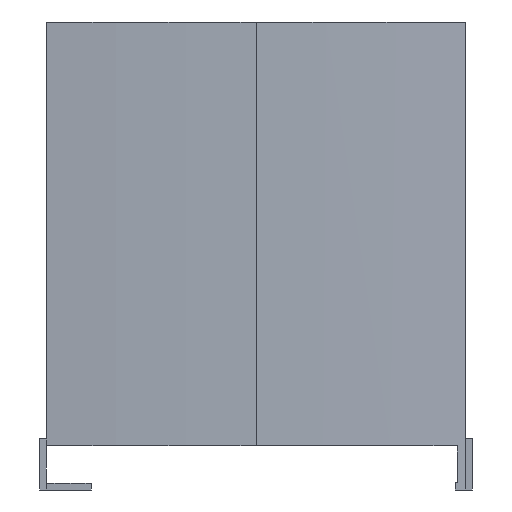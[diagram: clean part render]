
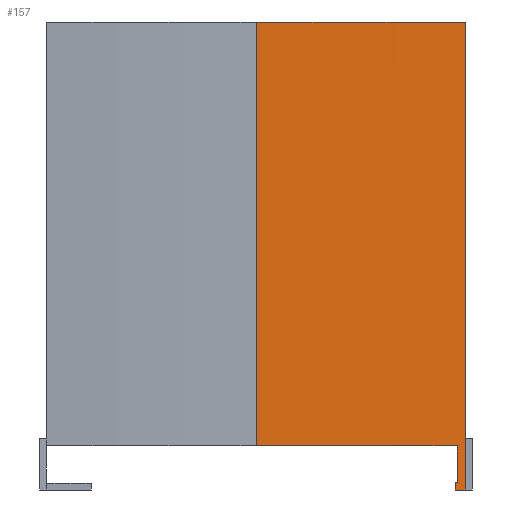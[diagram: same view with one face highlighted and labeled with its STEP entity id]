
A CAD part, left-side view. The second image highlights one B-rep face of the part: STEP entity #157.
In plain terms, the highlighted cylindrical face has radius 672.946 mm (diameter 1345.89 mm), a partial arc.
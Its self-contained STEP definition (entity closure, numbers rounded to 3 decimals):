
#21 = VERTEX_POINT ( 'NONE', #764 ) ;
#33 = VECTOR ( 'NONE', #235, 1000. ) ;
#44 = CIRCLE ( 'NONE', #532, 672.946 ) ;
#51 = LINE ( 'NONE', #106, #33 ) ;
#54 = DIRECTION ( 'NONE',  ( 0., 0., 1. ) ) ;
#61 = CARTESIAN_POINT ( 'NONE',  ( 666.946, 0., 96.4 ) ) ;
#75 = DIRECTION ( 'NONE',  ( 0., 0., 1. ) ) ;
#79 = LINE ( 'NONE', #585, #587 ) ;
#91 = EDGE_CURVE ( 'NONE', #223, #316, #79, .T. ) ;
#94 = ORIENTED_EDGE ( 'NONE', *, *, #803, .T. ) ;
#101 = VECTOR ( 'NONE', #305, 1000. ) ;
#106 = CARTESIAN_POINT ( 'NONE',  ( -4.25, -48.5, 96.4 ) ) ;
#109 = CARTESIAN_POINT ( 'NONE',  ( 666.946, 0., -10.1 ) ) ;
#113 = CARTESIAN_POINT ( 'NONE',  ( -4.25, -48.5, -11.8 ) ) ;
#118 = CARTESIAN_POINT ( 'NONE',  ( -4.426, -46., -10.1 ) ) ;
#124 = CARTESIAN_POINT ( 'NONE',  ( -6., 0., 96.4 ) ) ;
#134 = ORIENTED_EDGE ( 'NONE', *, *, #295, .T. ) ;
#140 = DIRECTION ( 'NONE',  ( 0., 0., -1. ) ) ;
#155 = AXIS2_PLACEMENT_3D ( 'NONE', #472, #167, #293 ) ;
#156 = ORIENTED_EDGE ( 'NONE', *, *, #584, .F. ) ;
#157 = ADVANCED_FACE ( 'NONE', ( #349 ), #774, .T. ) ;
#161 = CARTESIAN_POINT ( 'NONE',  ( -4.392, -46.5, -1.6 ) ) ;
#167 = DIRECTION ( 'NONE',  ( 0., 0., -1. ) ) ;
#169 = AXIS2_PLACEMENT_3D ( 'NONE', #109, #669, #495 ) ;
#175 = DIRECTION ( 'NONE',  ( -1., 0., 0. ) ) ;
#193 = AXIS2_PLACEMENT_3D ( 'NONE', #485, #663, #175 ) ;
#195 = DIRECTION ( 'NONE',  ( 0., 0., 1. ) ) ;
#223 = VERTEX_POINT ( 'NONE', #161 ) ;
#235 = DIRECTION ( 'NONE',  ( 0., 0., -1. ) ) ;
#257 = CIRCLE ( 'NONE', #169, 672.946 ) ;
#258 = CARTESIAN_POINT ( 'NONE',  ( -4.25, -48.5, -11.8 ) ) ;
#293 = DIRECTION ( 'NONE',  ( -1., 0., 0. ) ) ;
#295 = EDGE_CURVE ( 'NONE', #316, #344, #257, .T. ) ;
#305 = DIRECTION ( 'NONE',  ( 0., 0., -1. ) ) ;
#316 = VERTEX_POINT ( 'NONE', #492 ) ;
#321 = EDGE_CURVE ( 'NONE', #416, #223, #379, .T. ) ;
#344 = VERTEX_POINT ( 'NONE', #118 ) ;
#349 = FACE_OUTER_BOUND ( 'NONE', #636, .T. ) ;
#358 = CARTESIAN_POINT ( 'NONE',  ( -6., 0., -1.6 ) ) ;
#359 = VERTEX_POINT ( 'NONE', #628 ) ;
#365 = EDGE_CURVE ( 'NONE', #21, #359, #51, .T. ) ;
#366 = DIRECTION ( 'NONE',  ( 0., -1., 0. ) ) ;
#379 = CIRCLE ( 'NONE', #800, 672.946 ) ;
#395 = LINE ( 'NONE', #258, #429 ) ;
#405 = ORIENTED_EDGE ( 'NONE', *, *, #729, .T. ) ;
#416 = VERTEX_POINT ( 'NONE', #358 ) ;
#424 = EDGE_CURVE ( 'NONE', #544, #416, #433, .T. ) ;
#429 = VECTOR ( 'NONE', #75, 1000. ) ;
#433 = LINE ( 'NONE', #734, #101 ) ;
#444 = ORIENTED_EDGE ( 'NONE', *, *, #91, .T. ) ;
#472 = CARTESIAN_POINT ( 'NONE',  ( 666.946, 0., 96.4 ) ) ;
#485 = CARTESIAN_POINT ( 'NONE',  ( 666.946, 0., -11.8 ) ) ;
#492 = CARTESIAN_POINT ( 'NONE',  ( -4.392, -46.5, -10.1 ) ) ;
#495 = DIRECTION ( 'NONE',  ( -1., 0., 0. ) ) ;
#499 = CARTESIAN_POINT ( 'NONE',  ( 666.946, 0., -1.6 ) ) ;
#521 = VECTOR ( 'NONE', #745, 1000. ) ;
#532 = AXIS2_PLACEMENT_3D ( 'NONE', #61, #195, #689 ) ;
#544 = VERTEX_POINT ( 'NONE', #124 ) ;
#546 = CIRCLE ( 'NONE', #193, 672.946 ) ;
#562 = EDGE_CURVE ( 'NONE', #344, #691, #798, .T. ) ;
#582 = CARTESIAN_POINT ( 'NONE',  ( -4.426, -46., -11.8 ) ) ;
#584 = EDGE_CURVE ( 'NONE', #544, #21, #44, .T. ) ;
#585 = CARTESIAN_POINT ( 'NONE',  ( -4.392, -46.5, 96.4 ) ) ;
#587 = VECTOR ( 'NONE', #140, 1000. ) ;
#628 = CARTESIAN_POINT ( 'NONE',  ( -4.25, -48.5, 0. ) ) ;
#633 = CARTESIAN_POINT ( 'NONE',  ( -4.426, -46., 96.4 ) ) ;
#636 = EDGE_LOOP ( 'NONE', ( #156, #685, #667, #444, #134, #642, #94, #405, #695 ) ) ;
#642 = ORIENTED_EDGE ( 'NONE', *, *, #562, .T. ) ;
#663 = DIRECTION ( 'NONE',  ( 0., 0., 1. ) ) ;
#667 = ORIENTED_EDGE ( 'NONE', *, *, #321, .T. ) ;
#669 = DIRECTION ( 'NONE',  ( 0., 0., -1. ) ) ;
#685 = ORIENTED_EDGE ( 'NONE', *, *, #424, .T. ) ;
#689 = DIRECTION ( 'NONE',  ( 1., 0., 0. ) ) ;
#691 = VERTEX_POINT ( 'NONE', #582 ) ;
#695 = ORIENTED_EDGE ( 'NONE', *, *, #365, .F. ) ;
#729 = EDGE_CURVE ( 'NONE', #796, #359, #395, .T. ) ;
#734 = CARTESIAN_POINT ( 'NONE',  ( -6., 0., 96.4 ) ) ;
#745 = DIRECTION ( 'NONE',  ( 0., 0., -1. ) ) ;
#764 = CARTESIAN_POINT ( 'NONE',  ( -4.25, -48.5, 96.4 ) ) ;
#774 = CYLINDRICAL_SURFACE ( 'NONE', #155, 672.946 ) ;
#796 = VERTEX_POINT ( 'NONE', #113 ) ;
#798 = LINE ( 'NONE', #633, #521 ) ;
#800 = AXIS2_PLACEMENT_3D ( 'NONE', #499, #54, #366 ) ;
#803 = EDGE_CURVE ( 'NONE', #691, #796, #546, .T. ) ;
